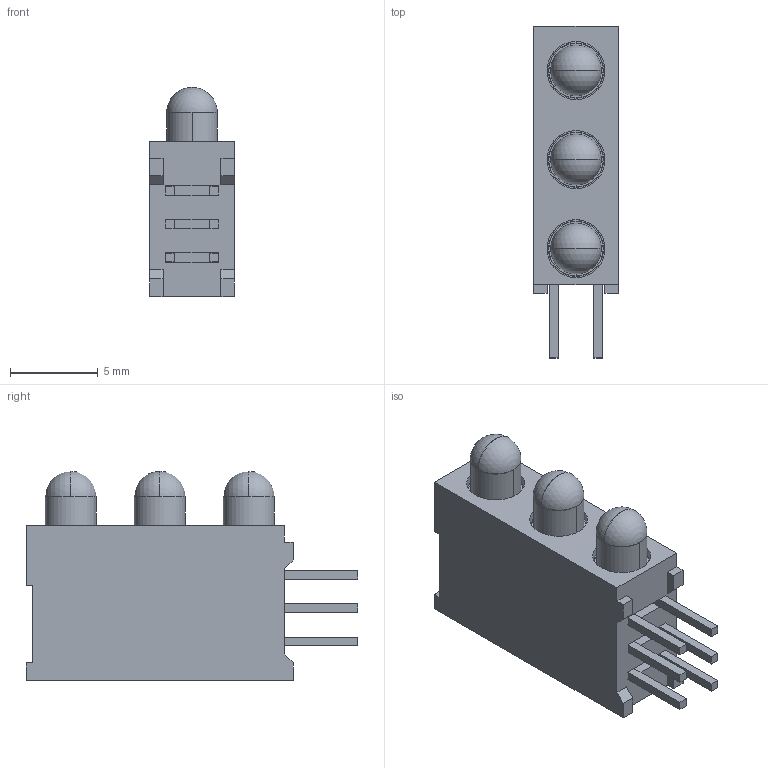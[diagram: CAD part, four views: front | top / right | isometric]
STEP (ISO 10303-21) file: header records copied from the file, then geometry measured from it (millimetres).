
FILE_DESCRIPTION (( 'STEP AP214' ), '1' );
FILE_NAME ('5693F_Series.STEP', '2019-12-11T18:50:55', ( 'user' ), ( 'Microsoft' ), 'SwSTEP 2.0', 'SolidWorks 2018', '' );
FILE_SCHEMA (( 'AUTOMOTIVE_DESIGN' ));
Length unit declared in the file: inch
Products named in the file (5): 4303F21EL_For5693_3; 4303F21EL_For5693_2; 4303F21EL_For5693_1; TopnBottom Plate^5693F_Series; 5693F_Series
Assembly tree (4 placements, depth 2):
  5693F_Series
    TopnBottom Plate^5693F_Series
    4303F21EL_For5693_1
    4303F21EL_For5693_2
    4303F21EL_For5693_3
Bounding box: 4.83 x 18.92 x 11.94 mm (x, y, z)
Volume: 551.4 mm3; surface area: 1275.8 mm2
Topology: 4 solids, 7 shells, 144 faces, 354 edges, 230 vertices
Faces by surface type: plane 96, cylinder 36, sphere 12
Entity records: 5012 total; most frequent: DIRECTION 740, CARTESIAN_POINT 723, ORIENTED_EDGE 684, EDGE_CURVE 342, AXIS2_PLACEMENT_3D 247, VECTOR 246, LINE 246, VERTEX_POINT 230
